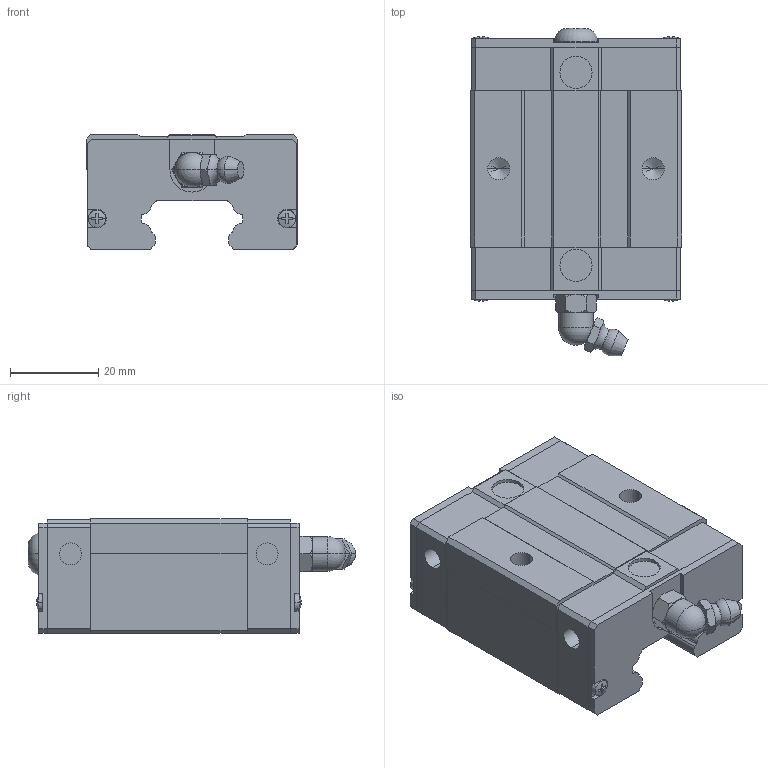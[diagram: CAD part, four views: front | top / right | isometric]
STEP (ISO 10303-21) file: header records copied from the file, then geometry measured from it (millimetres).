
FILE_DESCRIPTION(('STEP AP214'),'1');
FILE_NAME('cctmp_9D02C2DA-3877-4C4E-9BE3-D08A1A283B20_2024_08_08_16_28_36_0843..stp','2024-08-08T14:28:36',('HIWIN GmbH'),('CADClick - www.CADClick.com'),'Spatial InterOp 3D',' ','unknown authorization');
FILE_SCHEMA(('AUTOMOTIVE_DESIGN'));
Length unit declared in the file: millimetre
Products named in the file (1): EGH25SAZ0C_FILE
Bounding box: 48 x 74.21 x 26 mm (x, y, z)
Volume: 58650.5 mm3; surface area: 13863.8 mm2
Topology: 1 solids, 5 shells, 344 faces, 909 edges, 585 vertices
Faces by surface type: plane 202, cylinder 80, cone 42, torus 18, sphere 2
Entity records: 13486 total; most frequent: CARTESIAN_POINT 2329, ORIENTED_EDGE 1806, DIRECTION 1696, EDGE_CURVE 903, VERTEX_POINT 585, LINE 576, VECTOR 576, AXIS2_PLACEMENT_3D 560
